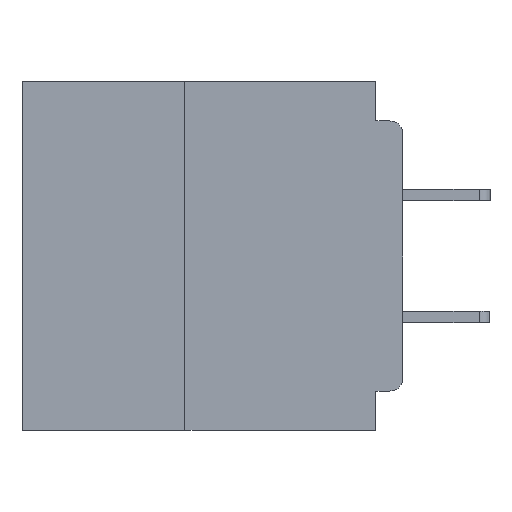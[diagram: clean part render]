
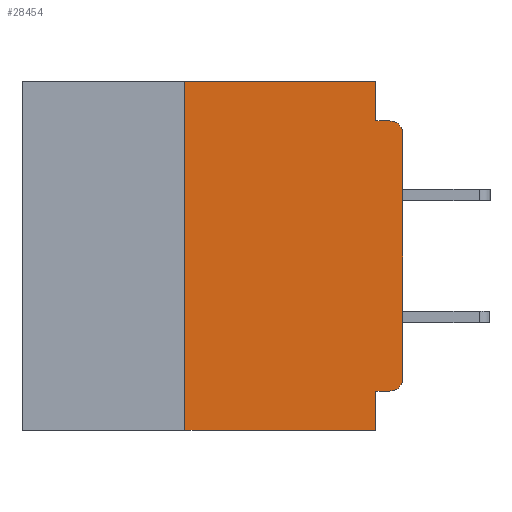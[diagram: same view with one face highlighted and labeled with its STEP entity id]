
A CAD part, left-side view. The second image highlights one B-rep face of the part: STEP entity #28454.
In plain terms, the highlighted planar face has unit normal (-1, 0, 0).
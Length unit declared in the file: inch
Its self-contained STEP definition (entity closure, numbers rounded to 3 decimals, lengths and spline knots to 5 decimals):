
#249 = CARTESIAN_POINT ( 'NONE',  ( 0., 0.015, -0.355 ) ) ;
#1313 = CARTESIAN_POINT ( 'NONE',  ( 0., 0.25, 0. ) ) ;
#1362 = CARTESIAN_POINT ( 'NONE',  ( 0., 0.031, -0.355 ) ) ;
#2305 = CARTESIAN_POINT ( 'NONE',  ( 0., 0.437, 0. ) ) ;
#2477 = ORIENTED_EDGE ( 'NONE', *, *, #18465, .F. ) ;
#2728 = PLANE ( 'NONE',  #28300 ) ;
#3158 = CARTESIAN_POINT ( 'NONE',  ( 0., 0.015, -0.06 ) ) ;
#4157 = VECTOR ( 'NONE', #18727, 39.37008 ) ;
#4240 = AXIS2_PLACEMENT_3D ( 'NONE', #3158, #29100, #6918 ) ;
#4892 = ORIENTED_EDGE ( 'NONE', *, *, #44565, .F. ) ;
#4983 = ORIENTED_EDGE ( 'NONE', *, *, #33100, .F. ) ;
#5337 = LINE ( 'NONE', #40497, #4157 ) ;
#5634 = DIRECTION ( 'NONE',  ( 0., -1., 0. ) ) ;
#5983 = VERTEX_POINT ( 'NONE', #35538 ) ;
#6592 = DIRECTION ( 'NONE',  ( 0., 1., 0. ) ) ;
#6811 = ORIENTED_EDGE ( 'NONE', *, *, #27721, .F. ) ;
#6918 = DIRECTION ( 'NONE',  ( 0., 0., -1. ) ) ;
#7067 = CARTESIAN_POINT ( 'NONE',  ( 0., 0.031, 0. ) ) ;
#7169 = VECTOR ( 'NONE', #15597, 39.37008 ) ;
#7184 = VERTEX_POINT ( 'NONE', #249 ) ;
#7481 = CIRCLE ( 'NONE', #34553, 0.015 ) ;
#7704 = EDGE_CURVE ( 'NONE', #29228, #5983, #39745, .T. ) ;
#8454 = VERTEX_POINT ( 'NONE', #11551 ) ;
#9191 = CARTESIAN_POINT ( 'NONE',  ( 0., 0.031, -0.4 ) ) ;
#9477 = EDGE_CURVE ( 'NONE', #8454, #24052, #45783, .T. ) ;
#10389 = VECTOR ( 'NONE', #13572, 39.37008 ) ;
#10403 = LINE ( 'NONE', #29044, #38511 ) ;
#11551 = CARTESIAN_POINT ( 'NONE',  ( 0., 0., -0.06 ) ) ;
#11617 = EDGE_CURVE ( 'NONE', #33955, #44947, #22368, .T. ) ;
#13572 = DIRECTION ( 'NONE',  ( 0., -1., 0. ) ) ;
#14549 = DIRECTION ( 'NONE',  ( 0., 0., -1. ) ) ;
#14560 = CARTESIAN_POINT ( 'NONE',  ( 0., 0.25, -0.4 ) ) ;
#14668 = ORIENTED_EDGE ( 'NONE', *, *, #9477, .T. ) ;
#15597 = DIRECTION ( 'NONE',  ( 0., -1., 0. ) ) ;
#16258 = ORIENTED_EDGE ( 'NONE', *, *, #45933, .T. ) ;
#17086 = LINE ( 'NONE', #41091, #7169 ) ;
#17579 = CARTESIAN_POINT ( 'NONE',  ( 0., 0.015, -0.34 ) ) ;
#17736 = DIRECTION ( 'NONE',  ( 0., 0., -1. ) ) ;
#17829 = ORIENTED_EDGE ( 'NONE', *, *, #44066, .F. ) ;
#18465 = EDGE_CURVE ( 'NONE', #37096, #44947, #10403, .T. ) ;
#18727 = DIRECTION ( 'NONE',  ( 0., 0., 1. ) ) ;
#20322 = LINE ( 'NONE', #2305, #10389 ) ;
#20491 = VERTEX_POINT ( 'NONE', #38362 ) ;
#20727 = ORIENTED_EDGE ( 'NONE', *, *, #7704, .F. ) ;
#21319 = DIRECTION ( 'NONE',  ( 0., 0., -1. ) ) ;
#21394 = CARTESIAN_POINT ( 'NONE',  ( 0., 0., -0.355 ) ) ;
#22153 = VERTEX_POINT ( 'NONE', #1313 ) ;
#22368 = LINE ( 'NONE', #31441, #32032 ) ;
#23620 = LINE ( 'NONE', #21394, #41676 ) ;
#24052 = VERTEX_POINT ( 'NONE', #45770 ) ;
#27177 = FACE_OUTER_BOUND ( 'NONE', #40781, .T. ) ;
#27721 = EDGE_CURVE ( 'NONE', #22153, #29228, #20322, .T. ) ;
#28300 = AXIS2_PLACEMENT_3D ( 'NONE', #28701, #39544, #17736 ) ;
#28454 = ADVANCED_FACE ( 'NONE', ( #27177 ), #2728, .F. ) ;
#28701 = CARTESIAN_POINT ( 'NONE',  ( 0., 0.437, 0. ) ) ;
#29044 = CARTESIAN_POINT ( 'NONE',  ( 0., 0.031, -0.4 ) ) ;
#29100 = DIRECTION ( 'NONE',  ( -1., 0., 0. ) ) ;
#29228 = VERTEX_POINT ( 'NONE', #40736 ) ;
#30198 = VECTOR ( 'NONE', #14549, 39.37008 ) ;
#31441 = CARTESIAN_POINT ( 'NONE',  ( 0., 0.437, -0.4 ) ) ;
#32032 = VECTOR ( 'NONE', #5634, 39.37008 ) ;
#33100 = EDGE_CURVE ( 'NONE', #7184, #37096, #23620, .T. ) ;
#33955 = VERTEX_POINT ( 'NONE', #39744 ) ;
#34190 = VECTOR ( 'NONE', #47391, 39.37008 ) ;
#34553 = AXIS2_PLACEMENT_3D ( 'NONE', #17579, #42982, #21319 ) ;
#35538 = CARTESIAN_POINT ( 'NONE',  ( 0., 0.031, -0.045 ) ) ;
#36674 = EDGE_CURVE ( 'NONE', #7184, #20491, #7481, .T. ) ;
#37096 = VERTEX_POINT ( 'NONE', #1362 ) ;
#37785 = ORIENTED_EDGE ( 'NONE', *, *, #11617, .T. ) ;
#38362 = CARTESIAN_POINT ( 'NONE',  ( 0., 0., -0.34 ) ) ;
#38511 = VECTOR ( 'NONE', #43350, 39.37008 ) ;
#39544 = DIRECTION ( 'NONE',  ( 1., 0., 0. ) ) ;
#39744 = CARTESIAN_POINT ( 'NONE',  ( 0., 0.25, -0.4 ) ) ;
#39745 = LINE ( 'NONE', #7067, #30198 ) ;
#40497 = CARTESIAN_POINT ( 'NONE',  ( 0., 0., 0. ) ) ;
#40536 = ORIENTED_EDGE ( 'NONE', *, *, #36674, .T. ) ;
#40736 = CARTESIAN_POINT ( 'NONE',  ( 0., 0.031, 0. ) ) ;
#40781 = EDGE_LOOP ( 'NONE', ( #16258, #14668, #17829, #20727, #6811, #4892, #37785, #2477, #4983, #40536 ) ) ;
#41091 = CARTESIAN_POINT ( 'NONE',  ( 0., 0., -0.045 ) ) ;
#41676 = VECTOR ( 'NONE', #6592, 39.37008 ) ;
#42982 = DIRECTION ( 'NONE',  ( -1., 0., 0. ) ) ;
#43350 = DIRECTION ( 'NONE',  ( 0., 0., -1. ) ) ;
#43750 = LINE ( 'NONE', #14560, #34190 ) ;
#44066 = EDGE_CURVE ( 'NONE', #5983, #24052, #17086, .T. ) ;
#44565 = EDGE_CURVE ( 'NONE', #33955, #22153, #43750, .T. ) ;
#44947 = VERTEX_POINT ( 'NONE', #9191 ) ;
#45770 = CARTESIAN_POINT ( 'NONE',  ( 0., 0.015, -0.045 ) ) ;
#45783 = CIRCLE ( 'NONE', #4240, 0.015 ) ;
#45933 = EDGE_CURVE ( 'NONE', #20491, #8454, #5337, .T. ) ;
#47391 = DIRECTION ( 'NONE',  ( 0., 0., 1. ) ) ;
